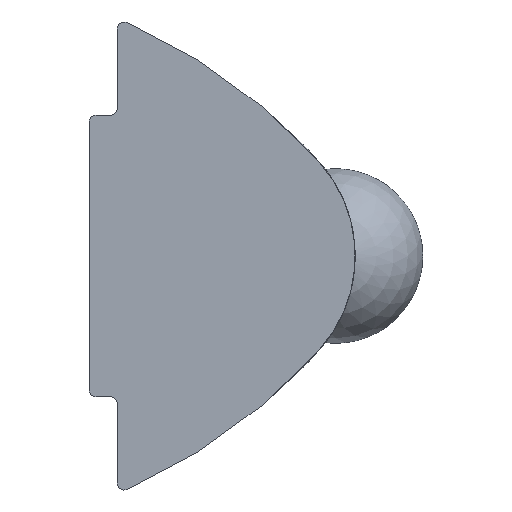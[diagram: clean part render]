
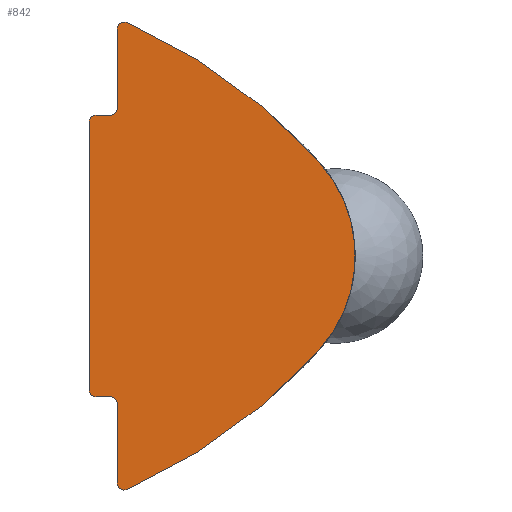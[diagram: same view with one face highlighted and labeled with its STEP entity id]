
A CAD part, left-side view. The second image highlights one B-rep face of the part: STEP entity #842.
In plain terms, the highlighted planar face has unit normal (-1, 0, 0).
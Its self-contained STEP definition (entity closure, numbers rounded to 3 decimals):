
#25=PLANE('',#908);
#65=FACE_OUTER_BOUND('',#113,.T.);
#113=EDGE_LOOP('',(#695,#696,#697,#698,#699,#700,#701,#702,#703,#704,#705,
#706,#707,#708));
#133=CIRCLE('',#903,0.2);
#136=CIRCLE('',#907,0.2);
#137=CIRCLE('',#909,0.2);
#138=CIRCLE('',#910,0.2);
#139=CIRCLE('',#911,16.);
#140=CIRCLE('',#912,4.);
#141=CIRCLE('',#913,16.);
#142=CIRCLE('',#914,0.2);
#143=CIRCLE('',#915,0.2);
#233=LINE('',#2720,#279);
#237=LINE('',#2729,#283);
#239=LINE('',#2735,#285);
#242=LINE('',#2749,#288);
#243=LINE('',#2761,#289);
#279=VECTOR('',#1018,7.6);
#283=VECTOR('',#1024,0.4);
#285=VECTOR('',#1028,0.4);
#288=VECTOR('',#1047,2.25);
#289=VECTOR('',#1058,2.25);
#358=VERTEX_POINT('',#2713);
#361=VERTEX_POINT('',#2718);
#362=VERTEX_POINT('',#2722);
#365=VERTEX_POINT('',#2727);
#366=VERTEX_POINT('',#2731);
#368=VERTEX_POINT('',#2734);
#370=VERTEX_POINT('',#2746);
#371=VERTEX_POINT('',#2748);
#372=VERTEX_POINT('',#2750);
#373=VERTEX_POINT('',#2752);
#374=VERTEX_POINT('',#2754);
#375=VERTEX_POINT('',#2756);
#376=VERTEX_POINT('',#2758);
#377=VERTEX_POINT('',#2760);
#474=EDGE_CURVE('',#358,#361,#233,.T.);
#478=EDGE_CURVE('',#365,#362,#237,.T.);
#480=EDGE_CURVE('',#366,#368,#239,.T.);
#483=EDGE_CURVE('',#362,#361,#133,.T.);
#486=EDGE_CURVE('',#358,#366,#136,.T.);
#487=EDGE_CURVE('',#370,#365,#137,.T.);
#488=EDGE_CURVE('',#371,#370,#242,.T.);
#489=EDGE_CURVE('',#372,#371,#138,.T.);
#490=EDGE_CURVE('',#373,#372,#139,.T.);
#491=EDGE_CURVE('',#373,#374,#140,.T.);
#492=EDGE_CURVE('',#375,#374,#141,.T.);
#493=EDGE_CURVE('',#376,#375,#142,.T.);
#494=EDGE_CURVE('',#377,#376,#243,.T.);
#495=EDGE_CURVE('',#368,#377,#143,.T.);
#695=ORIENTED_EDGE('',*,*,#474,.T.);
#696=ORIENTED_EDGE('',*,*,#483,.F.);
#697=ORIENTED_EDGE('',*,*,#478,.F.);
#698=ORIENTED_EDGE('',*,*,#487,.F.);
#699=ORIENTED_EDGE('',*,*,#488,.F.);
#700=ORIENTED_EDGE('',*,*,#489,.F.);
#701=ORIENTED_EDGE('',*,*,#490,.F.);
#702=ORIENTED_EDGE('',*,*,#491,.T.);
#703=ORIENTED_EDGE('',*,*,#492,.F.);
#704=ORIENTED_EDGE('',*,*,#493,.F.);
#705=ORIENTED_EDGE('',*,*,#494,.F.);
#706=ORIENTED_EDGE('',*,*,#495,.F.);
#707=ORIENTED_EDGE('',*,*,#480,.F.);
#708=ORIENTED_EDGE('',*,*,#486,.F.);
#842=ADVANCED_FACE('',(#65),#25,.F.);
#903=AXIS2_PLACEMENT_3D('',#2740,#1033,#1034);
#907=AXIS2_PLACEMENT_3D('',#2744,#1041,#1042);
#908=AXIS2_PLACEMENT_3D('',#2745,#1043,#1044);
#909=AXIS2_PLACEMENT_3D('',#2747,#1045,#1046);
#910=AXIS2_PLACEMENT_3D('',#2751,#1048,#1049);
#911=AXIS2_PLACEMENT_3D('',#2753,#1050,#1051);
#912=AXIS2_PLACEMENT_3D('',#2755,#1052,#1053);
#913=AXIS2_PLACEMENT_3D('',#2757,#1054,#1055);
#914=AXIS2_PLACEMENT_3D('',#2759,#1056,#1057);
#915=AXIS2_PLACEMENT_3D('',#2762,#1059,#1060);
#1018=DIRECTION('',(0.,0.,-1.));
#1024=DIRECTION('',(0.,1.,0.));
#1028=DIRECTION('',(0.,-1.,0.));
#1033=DIRECTION('center_axis',(1.,0.,0.));
#1034=DIRECTION('ref_axis',(0.,0.,-1.));
#1041=DIRECTION('center_axis',(1.,0.,0.));
#1042=DIRECTION('ref_axis',(0.,1.,0.));
#1043=DIRECTION('center_axis',(1.,0.,0.));
#1044=DIRECTION('ref_axis',(0.,0.,-1.));
#1045=DIRECTION('center_axis',(-1.,0.,0.));
#1046=DIRECTION('ref_axis',(0.,-1.,0.));
#1047=DIRECTION('',(0.,0.,1.));
#1048=DIRECTION('center_axis',(1.,0.,0.));
#1049=DIRECTION('ref_axis',(0.,-0.404,-0.915));
#1050=DIRECTION('center_axis',(1.,0.,0.));
#1051=DIRECTION('ref_axis',(0.,-0.745,-0.667));
#1052=DIRECTION('center_axis',(-1.,0.,0.));
#1053=DIRECTION('ref_axis',(0.,-0.745,-0.667));
#1054=DIRECTION('center_axis',(1.,0.,0.));
#1055=DIRECTION('ref_axis',(0.,-0.404,0.915));
#1056=DIRECTION('center_axis',(1.,0.,0.));
#1057=DIRECTION('ref_axis',(0.,1.,0.));
#1058=DIRECTION('',(0.,0.,1.));
#1059=DIRECTION('center_axis',(-1.,0.,0.));
#1060=DIRECTION('ref_axis',(0.,0.,-1.));
#2713=CARTESIAN_POINT('',(0.,3.56,3.8));
#2718=CARTESIAN_POINT('',(0.,3.56,-3.8));
#2720=CARTESIAN_POINT('',(0.,3.56,3.8));
#2722=CARTESIAN_POINT('',(0.,3.36,-4.));
#2727=CARTESIAN_POINT('',(0.,2.96,-4.));
#2729=CARTESIAN_POINT('',(0.,2.96,-4.));
#2731=CARTESIAN_POINT('',(0.,3.36,4.));
#2734=CARTESIAN_POINT('',(0.,2.96,4.));
#2735=CARTESIAN_POINT('',(0.,3.36,4.));
#2740=CARTESIAN_POINT('Origin',(0.,3.36,-3.8));
#2744=CARTESIAN_POINT('Origin',(0.,3.36,3.8));
#2745=CARTESIAN_POINT('Origin',(0.,0.,0.));
#2746=CARTESIAN_POINT('',(0.,2.76,-4.2));
#2747=CARTESIAN_POINT('Origin',(0.,2.96,-4.2));
#2748=CARTESIAN_POINT('',(0.,2.76,-6.45));
#2749=CARTESIAN_POINT('',(0.,2.76,-6.45));
#2750=CARTESIAN_POINT('',(0.,2.479,-6.633));
#2751=CARTESIAN_POINT('Origin',(0.,2.56,-6.45));
#2752=CARTESIAN_POINT('',(0.,-2.98,-2.668));
#2753=CARTESIAN_POINT('Origin',(0.,8.94,8.004));
#2754=CARTESIAN_POINT('',(0.,-2.98,2.668));
#2755=CARTESIAN_POINT('Origin',(0.,0.,0.));
#2756=CARTESIAN_POINT('',(0.,2.479,6.633));
#2757=CARTESIAN_POINT('Origin',(0.,8.94,-8.004));
#2758=CARTESIAN_POINT('',(0.,2.76,6.45));
#2759=CARTESIAN_POINT('Origin',(0.,2.56,6.45));
#2760=CARTESIAN_POINT('',(0.,2.76,4.2));
#2761=CARTESIAN_POINT('',(0.,2.76,4.2));
#2762=CARTESIAN_POINT('Origin',(0.,2.96,4.2));
